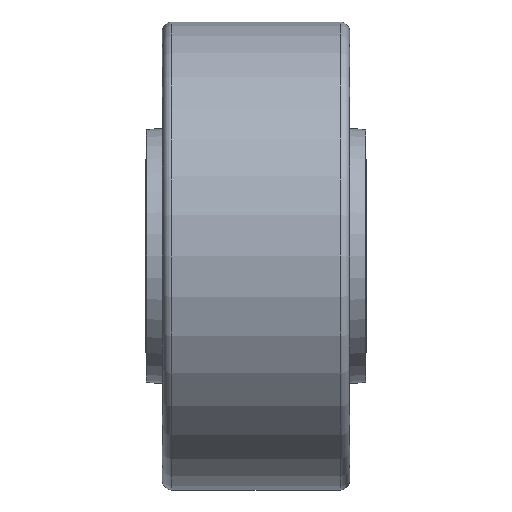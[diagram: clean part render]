
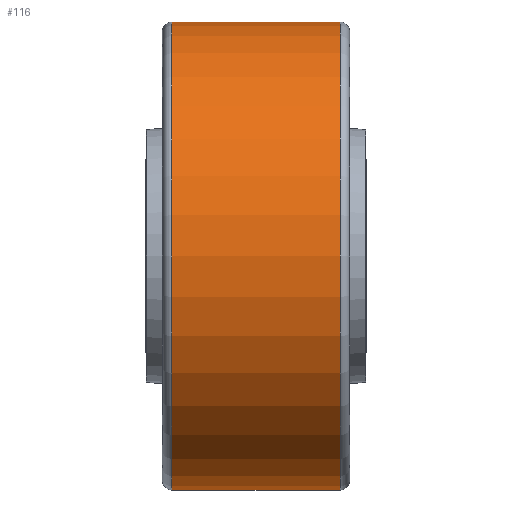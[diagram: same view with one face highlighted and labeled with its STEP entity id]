
A CAD part, front view. The second image highlights one B-rep face of the part: STEP entity #116.
In plain terms, the highlighted cylindrical face has radius 50 mm (diameter 100 mm), a partial arc.
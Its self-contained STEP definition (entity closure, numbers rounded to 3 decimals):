
#116 = ADVANCED_FACE ( 'NONE', ( #2521 ), #6607, .T. ) ;
#350 = LINE ( 'NONE', #388, #2307 ) ;
#388 = CARTESIAN_POINT ( 'NONE',  ( 0., 0., -50. ) ) ;
#514 = ORIENTED_EDGE ( 'NONE', *, *, #5696, .F. ) ;
#658 = VECTOR ( 'NONE', #5097, 1000. ) ;
#734 = DIRECTION ( 'NONE',  ( 0., 0., 1. ) ) ;
#869 = ORIENTED_EDGE ( 'NONE', *, *, #2968, .T. ) ;
#1559 = DIRECTION ( 'NONE',  ( 0., 0., -1. ) ) ;
#1623 = VERTEX_POINT ( 'NONE', #6461 ) ;
#1643 = DIRECTION ( 'NONE',  ( 1., 0., 0. ) ) ;
#1693 = CARTESIAN_POINT ( 'NONE',  ( 18., 0., 0. ) ) ;
#1729 = AXIS2_PLACEMENT_3D ( 'NONE', #7382, #1643, #1559 ) ;
#2055 = CARTESIAN_POINT ( 'NONE',  ( -18., 0., -50. ) ) ;
#2235 = DIRECTION ( 'NONE',  ( 1., 0., 0. ) ) ;
#2307 = VECTOR ( 'NONE', #2235, 1000. ) ;
#2335 = DIRECTION ( 'NONE',  ( 0., 0., -1. ) ) ;
#2388 = VERTEX_POINT ( 'NONE', #5877 ) ;
#2521 = FACE_OUTER_BOUND ( 'NONE', #2878, .T. ) ;
#2878 = EDGE_LOOP ( 'NONE', ( #514, #7022, #869, #4182 ) ) ;
#2968 = EDGE_CURVE ( 'NONE', #3617, #1623, #350, .T. ) ;
#3559 = DIRECTION ( 'NONE',  ( 1., 0., 0. ) ) ;
#3617 = VERTEX_POINT ( 'NONE', #2055 ) ;
#4083 = DIRECTION ( 'NONE',  ( -1., 0., 0. ) ) ;
#4182 = ORIENTED_EDGE ( 'NONE', *, *, #4949, .T. ) ;
#4669 = CIRCLE ( 'NONE', #5044, 50. ) ;
#4949 = EDGE_CURVE ( 'NONE', #1623, #7162, #4669, .T. ) ;
#5044 = AXIS2_PLACEMENT_3D ( 'NONE', #1693, #4083, #2335 ) ;
#5097 = DIRECTION ( 'NONE',  ( 1., 0., 0. ) ) ;
#5257 = AXIS2_PLACEMENT_3D ( 'NONE', #7051, #3559, #734 ) ;
#5696 = EDGE_CURVE ( 'NONE', #2388, #7162, #6146, .T. ) ;
#5841 = EDGE_CURVE ( 'NONE', #2388, #3617, #7221, .T. ) ;
#5877 = CARTESIAN_POINT ( 'NONE',  ( -18., 0., 50. ) ) ;
#6146 = LINE ( 'NONE', #7415, #658 ) ;
#6461 = CARTESIAN_POINT ( 'NONE',  ( 18., 0., -50. ) ) ;
#6533 = CARTESIAN_POINT ( 'NONE',  ( 18., 0., 50. ) ) ;
#6607 = CYLINDRICAL_SURFACE ( 'NONE', #1729, 50. ) ;
#7022 = ORIENTED_EDGE ( 'NONE', *, *, #5841, .T. ) ;
#7051 = CARTESIAN_POINT ( 'NONE',  ( -18., 0., 0. ) ) ;
#7162 = VERTEX_POINT ( 'NONE', #6533 ) ;
#7221 = CIRCLE ( 'NONE', #5257, 50. ) ;
#7382 = CARTESIAN_POINT ( 'NONE',  ( 0., 0., 0. ) ) ;
#7415 = CARTESIAN_POINT ( 'NONE',  ( 0., 0., 50. ) ) ;
